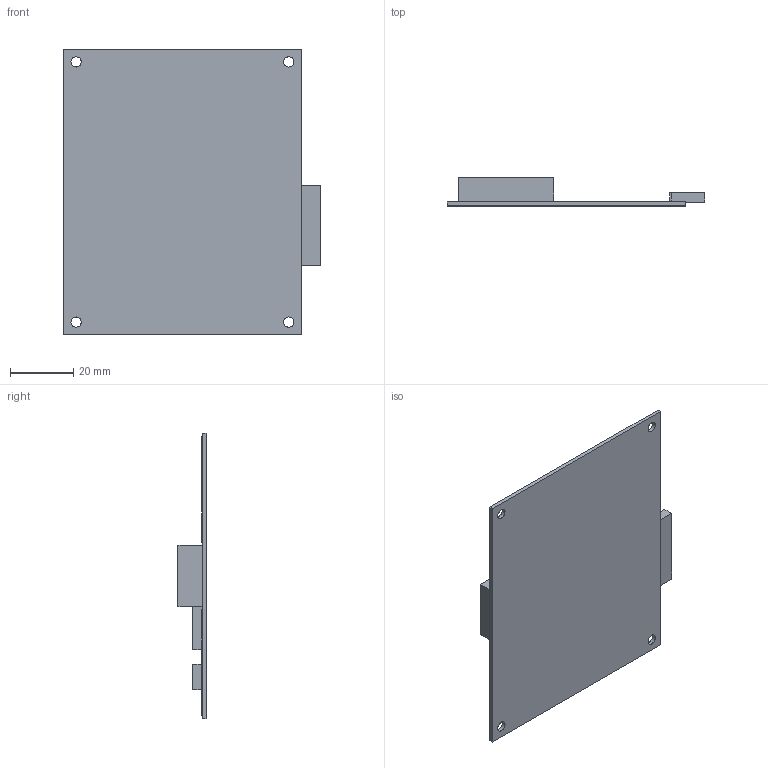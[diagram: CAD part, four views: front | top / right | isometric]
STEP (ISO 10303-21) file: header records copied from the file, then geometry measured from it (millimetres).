
FILE_DESCRIPTION(/* description */ (''),/* implementation_level */ '2;1');
FILE_NAME(/* name */ 'OPS243A.stp',/* time_stamp */ '2019-11-08T15:30:33-08:00',/* author */ ('jpef0'),/* organization */ (''),/* preprocessor_version */ 'ST-DEVELOPER v17',/* originating_system */ 'Autodesk Inventor 2019',/* authorisation */ '');
FILE_SCHEMA (('AUTOMOTIVE_DESIGN { 1 0 10303 214 3 1 1 }'));
Length unit declared in the file: millimetre
Products named in the file (1): OPS24303
Bounding box: 81.03 x 8.83 x 90 mm (x, y, z)
Volume: 13553.4 mm3; surface area: 15253.9 mm2
Topology: 1 solids, 1 shells, 35 faces, 88 edges, 58 vertices
Faces by surface type: plane 31, cylinder 4
Full cylindrical faces by diameter (mm): 3.25 x4
Entity records: 1089 total; most frequent: CARTESIAN_POINT 182, ORIENTED_EDGE 176, DIRECTION 168, EDGE_CURVE 88, LINE 80, VECTOR 80, VERTEX_POINT 58, EDGE_LOOP 46
